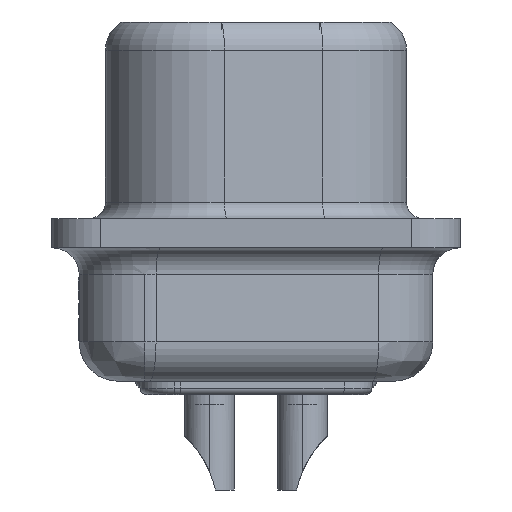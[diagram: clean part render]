
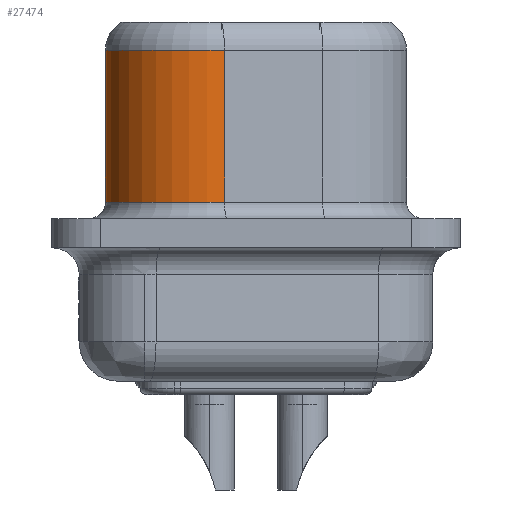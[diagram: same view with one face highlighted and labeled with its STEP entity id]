
A CAD part, left-side view. The second image highlights one B-rep face of the part: STEP entity #27474.
In plain terms, the highlighted cylindrical face has radius 3.1 mm (diameter 6.2 mm), a partial arc.
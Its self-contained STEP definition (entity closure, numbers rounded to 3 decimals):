
#21494=CYLINDRICAL_SURFACE('',#93007,3.1);
#23737=FACE_OUTER_BOUND('',#47611,.T.);
#27474=ADVANCED_FACE('',(#23737),#21494,.T.);
#36868=LINE('',#150336,#42284);
#37126=LINE('',#151318,#42542);
#42284=VECTOR('',#100757,1.);
#42542=VECTOR('',#101373,1.);
#47611=EDGE_LOOP('',(#60315,#60316,#60317,#60318));
#60315=ORIENTED_EDGE('',*,*,#82124,.F.);
#60316=ORIENTED_EDGE('',*,*,#81784,.T.);
#60317=ORIENTED_EDGE('',*,*,#81776,.T.);
#60318=ORIENTED_EDGE('',*,*,#82125,.F.);
#73119=VERTEX_POINT('',#149645);
#73368=VERTEX_POINT('',#150337);
#73371=VERTEX_POINT('',#150349);
#73603=VERTEX_POINT('',#151319);
#81776=EDGE_CURVE('',#73119,#73368,#36868,.T.);
#81784=EDGE_CURVE('',#73371,#73119,#87378,.T.);
#82124=EDGE_CURVE('',#73371,#73603,#37126,.T.);
#82125=EDGE_CURVE('',#73603,#73368,#87425,.T.);
#87378=CIRCLE('',#92832,3.1);
#87425=CIRCLE('',#93006,3.1);
#92832=AXIS2_PLACEMENT_3D('',#150350,#100772,#100773);
#93006=AXIS2_PLACEMENT_3D('',#151320,#101374,#101375);
#93007=AXIS2_PLACEMENT_3D('',#151321,#101376,#101377);
#100757=DIRECTION('',(0.,0.,1.));
#100772=DIRECTION('',(0.,0.,1.));
#100773=DIRECTION('',(1.,0.,0.));
#101373=DIRECTION('',(0.,0.,1.));
#101374=DIRECTION('',(0.,0.,1.));
#101375=DIRECTION('',(1.,0.,0.));
#101376=DIRECTION('',(0.,0.,1.));
#101377=DIRECTION('',(-1.,0.,0.));
#149645=CARTESIAN_POINT('',(-28.103,0.962,1.));
#150336=CARTESIAN_POINT('',(-28.103,0.962,5.634));
#150337=CARTESIAN_POINT('',(-28.103,0.962,5.634));
#150349=CARTESIAN_POINT('',(-25.05,4.6,1.));
#150350=CARTESIAN_POINT('',(-25.05,1.5,1.));
#151318=CARTESIAN_POINT('',(-25.05,4.6,5.634));
#151319=CARTESIAN_POINT('',(-25.05,4.6,5.634));
#151320=CARTESIAN_POINT('',(-25.05,1.5,5.634));
#151321=CARTESIAN_POINT('',(-25.05,1.5,0.5));
